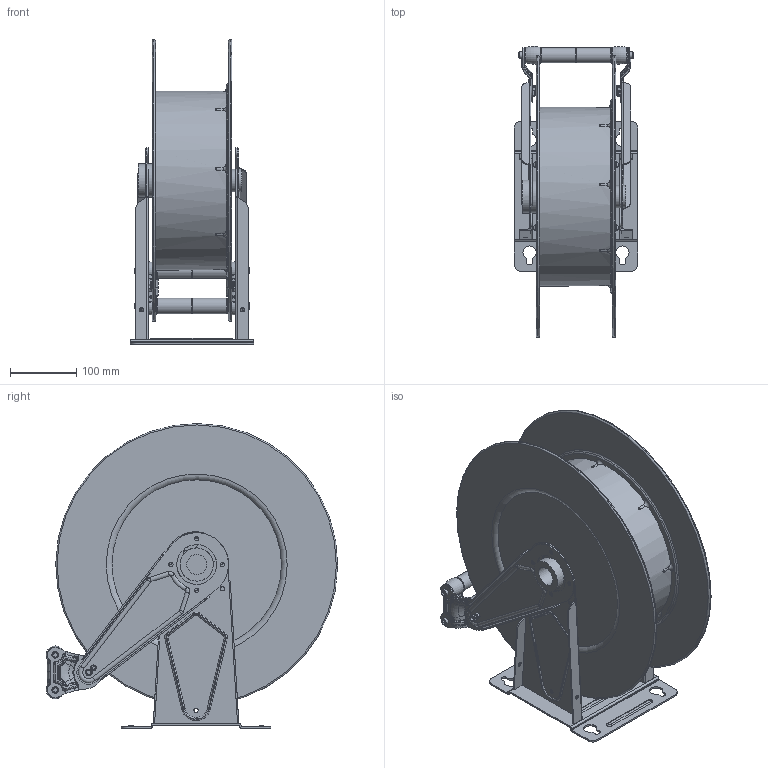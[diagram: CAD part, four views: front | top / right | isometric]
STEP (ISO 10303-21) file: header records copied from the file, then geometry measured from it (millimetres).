
FILE_DESCRIPTION(/* description */ ('Unknown'),/* implementation_level */ '2;1');
FILE_NAME(/* name */ '4430-10-RM',/* time_stamp */ '2019-07-30T09:26:09+02:00',/* author */ ('Unknown'),/* organization */ ('Unknown'),/* preprocessor_version */ 'ST-DEVELOPER v16.7',/* originating_system */ 'DEX',/* authorisation */ $);
FILE_SCHEMA (('AUTOMOTIVE_DESIGN {1 0 10303 214 3 1 1}'));
Products named in the file (1): 4430-10-RM
Bounding box: 186 x 439.15 x 459.54 mm (x, y, z)
Volume: 7746053.2 mm3; surface area: 1037382.1 mm2
Topology: 5 solids, 45 shells, 3020 faces, 7921 edges, 4829 vertices
Faces by surface type: plane 843, cylinder 709, torus 603, bspline 534, cone 224, sphere 107
Full cylindrical faces by diameter (mm): 2.5 x8, 3.5 x8, 4.2 x8, 5 x8, 5.2 x4, 6 x9, 6.1 x1, 6.2 x4, 6.4 x17, 6.5 x10, 7.5 x8, 8 x2, 8.1 x4, 8.2 x2, 8.5 x2, 9.18 x4, 10 x6, 10.18 x4, 10.38 x2, 11 x1, 12 x2, 12.1 x4, 12.5 x4, 16 x4, 23 x4, 23.219 x4, 30 x1, 34 x1, 50 x1, 60 x2
Entity records: 158743 total; most frequent: CARTESIAN_POINT 71417, ORIENTED_EDGE 14412, DIRECTION 12624, EDGE_CURVE 7206, AXIS2_PLACEMENT_3D 5339, VERTEX_POINT 4621, FACE_BOUND 3541, EDGE_LOOP 3537
